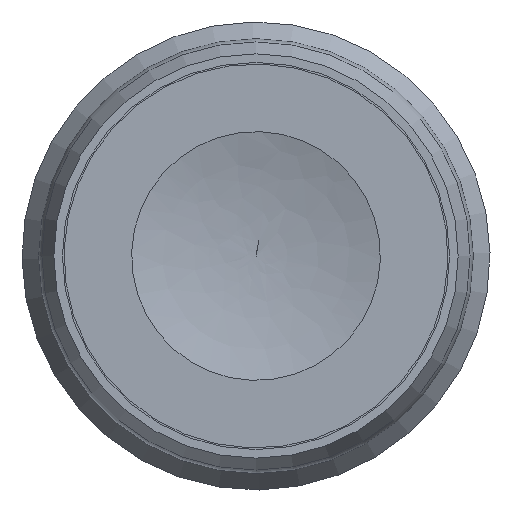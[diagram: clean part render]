
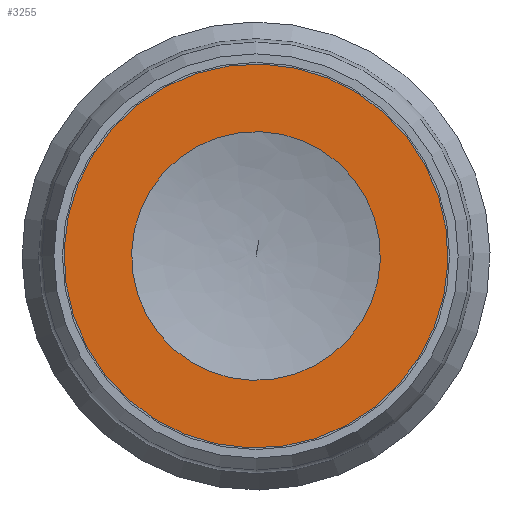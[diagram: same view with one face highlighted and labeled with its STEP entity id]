
A CAD part, left-side view. The second image highlights one B-rep face of the part: STEP entity #3255.
In plain terms, the highlighted planar face has unit normal (-1, 0, 0).
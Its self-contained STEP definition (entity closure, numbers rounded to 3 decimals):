
#105=FACE_BOUND('',#687,.T.);
#236=CIRCLE('',#3559,15.98);
#237=CIRCLE('',#3560,15.98);
#238=CIRCLE('',#3562,24.67);
#486=FACE_OUTER_BOUND('',#686,.T.);
#686=EDGE_LOOP('',(#2398));
#687=EDGE_LOOP('',(#2399,#2400));
#1447=VERTEX_POINT('',#5237);
#1448=VERTEX_POINT('',#5241);
#1449=VERTEX_POINT('',#5245);
#1812=EDGE_CURVE('',#1448,#1447,#236,.T.);
#1813=EDGE_CURVE('',#1447,#1448,#237,.T.);
#1814=EDGE_CURVE('',#1449,#1449,#238,.T.);
#2398=ORIENTED_EDGE('',*,*,#1814,.F.);
#2399=ORIENTED_EDGE('',*,*,#1812,.T.);
#2400=ORIENTED_EDGE('',*,*,#1813,.T.);
#3135=PLANE('',#3561);
#3255=ADVANCED_FACE('',(#486,#105),#3135,.T.);
#3559=AXIS2_PLACEMENT_3D('',#5242,#4135,#4136);
#3560=AXIS2_PLACEMENT_3D('',#5243,#4137,#4138);
#3561=AXIS2_PLACEMENT_3D('',#5244,#4139,#4140);
#3562=AXIS2_PLACEMENT_3D('',#5246,#4141,#4142);
#4135=DIRECTION('center_axis',(1.,0.,0.));
#4136=DIRECTION('ref_axis',(0.,0.,-1.));
#4137=DIRECTION('center_axis',(1.,0.,0.));
#4138=DIRECTION('ref_axis',(0.,0.,-1.));
#4139=DIRECTION('center_axis',(-1.,0.,0.));
#4140=DIRECTION('ref_axis',(0.,0.,1.));
#4141=DIRECTION('center_axis',(1.,0.,0.));
#4142=DIRECTION('ref_axis',(0.,0.,-1.));
#5237=CARTESIAN_POINT('',(-23.01,0.,15.98));
#5241=CARTESIAN_POINT('',(-23.01,15.98,0.));
#5242=CARTESIAN_POINT('Origin',(-23.01,0.,0.));
#5243=CARTESIAN_POINT('Origin',(-23.01,0.,0.));
#5244=CARTESIAN_POINT('Origin',(-23.01,24.67,0.));
#5245=CARTESIAN_POINT('',(-23.01,24.67,0.));
#5246=CARTESIAN_POINT('Origin',(-23.01,0.,0.));
